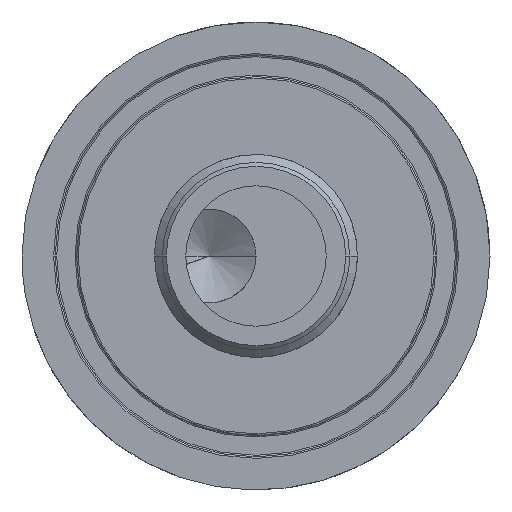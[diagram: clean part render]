
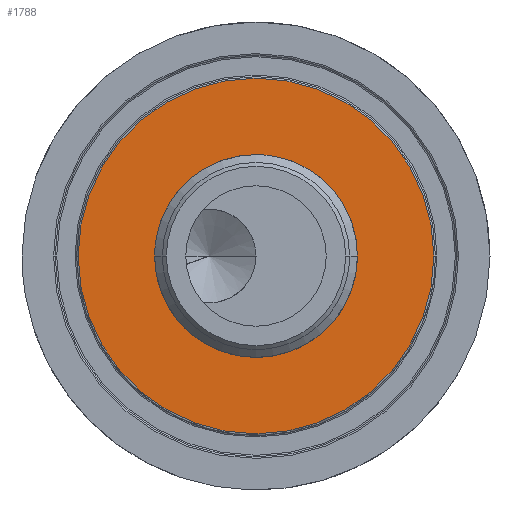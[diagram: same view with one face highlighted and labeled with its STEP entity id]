
A CAD part, left-side view. The second image highlights one B-rep face of the part: STEP entity #1788.
In plain terms, the highlighted planar face has unit normal (-1, 0, 0).
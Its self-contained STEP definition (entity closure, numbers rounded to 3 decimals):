
#1689=CARTESIAN_POINT('Axis2P3D Location',(50.,0.,105.9)) ;
#1694=CARTESIAN_POINT('Axis2P3D Location',(50.,0.,105.9)) ;
#1698=CARTESIAN_POINT('Vertex',(50.,-22.8,105.9)) ;
#1700=CARTESIAN_POINT('Vertex',(50.,22.8,105.915)) ;
#1703=CARTESIAN_POINT('Axis2P3D Location',(50.,0.,105.9)) ;
#1707=CARTESIAN_POINT('Vertex',(50.,22.8,105.9)) ;
#1710=CARTESIAN_POINT('Axis2P3D Location',(50.,0.,105.9)) ;
#1714=CARTESIAN_POINT('Vertex',(50.,-22.8,105.885)) ;
#1717=CARTESIAN_POINT('Axis2P3D Location',(50.,0.,105.9)) ;
#1729=CARTESIAN_POINT('Control Point',(50.,-12.25,105.9)) ;
#1730=CARTESIAN_POINT('Control Point',(50.,-12.25,104.7)) ;
#1731=CARTESIAN_POINT('Control Point',(50.,-12.103,103.5)) ;
#1732=CARTESIAN_POINT('Control Point',(50.,-11.809,102.323)) ;
#1733=CARTESIAN_POINT('Control Point',(50.,-10.939,100.067)) ;
#1734=CARTESIAN_POINT('Control Point',(50.,-9.55,98.087)) ;
#1735=CARTESIAN_POINT('Control Point',(50.,-8.737,97.187)) ;
#1736=CARTESIAN_POINT('Control Point',(50.,-6.908,95.606)) ;
#1737=CARTESIAN_POINT('Control Point',(50.,-4.75,94.512)) ;
#1738=CARTESIAN_POINT('Control Point',(50.,-3.61,94.101)) ;
#1739=CARTESIAN_POINT('Control Point',(50.,-1.251,93.566)) ;
#1740=CARTESIAN_POINT('Control Point',(50.,1.167,93.617)) ;
#1741=CARTESIAN_POINT('Control Point',(50.,2.367,93.79)) ;
#1742=CARTESIAN_POINT('Control Point',(50.,4.699,94.428)) ;
#1743=CARTESIAN_POINT('Control Point',(50.,6.809,95.61)) ;
#1744=CARTESIAN_POINT('Control Point',(50.,7.786,96.328)) ;
#1745=CARTESIAN_POINT('Control Point',(50.,9.545,97.989)) ;
#1746=CARTESIAN_POINT('Control Point',(50.,10.85,100.025)) ;
#1747=CARTESIAN_POINT('Control Point',(50.,11.374,101.118)) ;
#1748=CARTESIAN_POINT('Control Point',(50.,11.918,102.737)) ;
#1749=CARTESIAN_POINT('Control Point',(50.,12.175,104.415)) ;
#1750=CARTESIAN_POINT('Control Point',(50.,12.225,104.909)) ;
#1751=CARTESIAN_POINT('Control Point',(50.,12.25,105.405)) ;
#1752=CARTESIAN_POINT('Control Point',(50.,12.25,105.9)) ;
#1753=CARTESIAN_POINT('Vertex',(50.,-12.25,105.9)) ;
#1755=CARTESIAN_POINT('Vertex',(50.,12.25,105.9)) ;
#1759=CARTESIAN_POINT('Control Point',(50.,12.25,105.9)) ;
#1760=CARTESIAN_POINT('Control Point',(50.,12.25,107.1)) ;
#1761=CARTESIAN_POINT('Control Point',(50.,12.103,108.3)) ;
#1762=CARTESIAN_POINT('Control Point',(50.,11.809,109.477)) ;
#1763=CARTESIAN_POINT('Control Point',(50.,10.939,111.733)) ;
#1764=CARTESIAN_POINT('Control Point',(50.,9.55,113.713)) ;
#1765=CARTESIAN_POINT('Control Point',(50.,8.737,114.613)) ;
#1766=CARTESIAN_POINT('Control Point',(50.,6.908,116.194)) ;
#1767=CARTESIAN_POINT('Control Point',(50.,4.75,117.288)) ;
#1768=CARTESIAN_POINT('Control Point',(50.,3.61,117.699)) ;
#1769=CARTESIAN_POINT('Control Point',(50.,1.251,118.234)) ;
#1770=CARTESIAN_POINT('Control Point',(50.,-1.167,118.183)) ;
#1771=CARTESIAN_POINT('Control Point',(50.,-2.367,118.01)) ;
#1772=CARTESIAN_POINT('Control Point',(50.,-4.699,117.372)) ;
#1773=CARTESIAN_POINT('Control Point',(50.,-6.809,116.19)) ;
#1774=CARTESIAN_POINT('Control Point',(50.,-7.786,115.472)) ;
#1775=CARTESIAN_POINT('Control Point',(50.,-9.545,113.811)) ;
#1776=CARTESIAN_POINT('Control Point',(50.,-10.85,111.775)) ;
#1777=CARTESIAN_POINT('Control Point',(50.,-11.374,110.682)) ;
#1778=CARTESIAN_POINT('Control Point',(50.,-11.918,109.063)) ;
#1779=CARTESIAN_POINT('Control Point',(50.,-12.175,107.385)) ;
#1780=CARTESIAN_POINT('Control Point',(50.,-12.225,106.891)) ;
#1781=CARTESIAN_POINT('Control Point',(50.,-12.25,106.395)) ;
#1782=CARTESIAN_POINT('Control Point',(50.,-12.25,105.9)) ;
#1690=DIRECTION('Axis2P3D Direction',(-1.,0.,0.)) ;
#1691=DIRECTION('Axis2P3D XDirection',(0.,1.,0.)) ;
#1695=DIRECTION('Axis2P3D Direction',(-1.,0.,0.)) ;
#1704=DIRECTION('Axis2P3D Direction',(-1.,0.,0.)) ;
#1711=DIRECTION('Axis2P3D Direction',(-1.,0.,0.)) ;
#1718=DIRECTION('Axis2P3D Direction',(-1.,0.,0.)) ;
#1692=AXIS2_PLACEMENT_3D('Plane Axis2P3D',#1689,#1690,#1691) ;
#1696=AXIS2_PLACEMENT_3D('Circle Axis2P3D',#1694,#1695,$) ;
#1705=AXIS2_PLACEMENT_3D('Circle Axis2P3D',#1703,#1704,$) ;
#1712=AXIS2_PLACEMENT_3D('Circle Axis2P3D',#1710,#1711,$) ;
#1719=AXIS2_PLACEMENT_3D('Circle Axis2P3D',#1717,#1718,$) ;
#1697=CIRCLE('generated circle',#1696,22.8) ;
#1706=CIRCLE('generated circle',#1705,22.8) ;
#1713=CIRCLE('generated circle',#1712,22.8) ;
#1720=CIRCLE('generated circle',#1719,22.8) ;
#1693=PLANE('',#1692) ;
#1787=FACE_BOUND('',#1784,.T.) ;
#1702=EDGE_CURVE('',#1699,#1701,#1697,.T.) ;
#1709=EDGE_CURVE('',#1701,#1708,#1706,.T.) ;
#1716=EDGE_CURVE('',#1708,#1715,#1713,.T.) ;
#1721=EDGE_CURVE('',#1715,#1699,#1720,.T.) ;
#1757=EDGE_CURVE('',#1754,#1756,#1728,.T.) ;
#1783=EDGE_CURVE('',#1756,#1754,#1758,.T.) ;
#1723=ORIENTED_EDGE('',*,*,#1702,.T.) ;
#1724=ORIENTED_EDGE('',*,*,#1709,.T.) ;
#1725=ORIENTED_EDGE('',*,*,#1716,.T.) ;
#1726=ORIENTED_EDGE('',*,*,#1721,.T.) ;
#1785=ORIENTED_EDGE('',*,*,#1757,.T.) ;
#1786=ORIENTED_EDGE('',*,*,#1783,.T.) ;
#1722=EDGE_LOOP('',(#1723,#1724,#1725,#1726)) ;
#1784=EDGE_LOOP('',(#1785,#1786)) ;
#1699=VERTEX_POINT('',#1698) ;
#1701=VERTEX_POINT('',#1700) ;
#1708=VERTEX_POINT('',#1707) ;
#1715=VERTEX_POINT('',#1714) ;
#1754=VERTEX_POINT('',#1753) ;
#1756=VERTEX_POINT('',#1755) ;
#1788=ADVANCED_FACE('1',(#1727,#1787),#1693,.T.) ;
#1728=B_SPLINE_CURVE_WITH_KNOTS('',5,(#1729,#1730,#1731,#1732,#1733,#1734,#1735,#1736,#1737,#1738,#1739,#1740,#1741,#1742,#1743,#1744,#1745,#1746,#1747,#1748,#1749,#1750,#1751,#1752),.UNSPECIFIED.,.F.,.U.,(6,3,3,3,3,3,3,6),(0.,8.487,16.974,25.461,33.948,42.435,50.922,54.425),.UNSPECIFIED.) ;
#1758=B_SPLINE_CURVE_WITH_KNOTS('',5,(#1759,#1760,#1761,#1762,#1763,#1764,#1765,#1766,#1767,#1768,#1769,#1770,#1771,#1772,#1773,#1774,#1775,#1776,#1777,#1778,#1779,#1780,#1781,#1782),.UNSPECIFIED.,.F.,.U.,(6,3,3,3,3,3,3,6),(0.,8.487,16.974,25.461,33.948,42.435,50.922,54.425),.UNSPECIFIED.) ;
#1727=FACE_OUTER_BOUND('',#1722,.T.) ;
